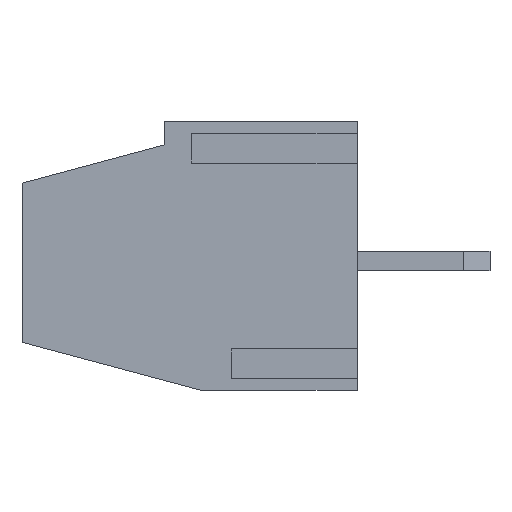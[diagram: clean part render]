
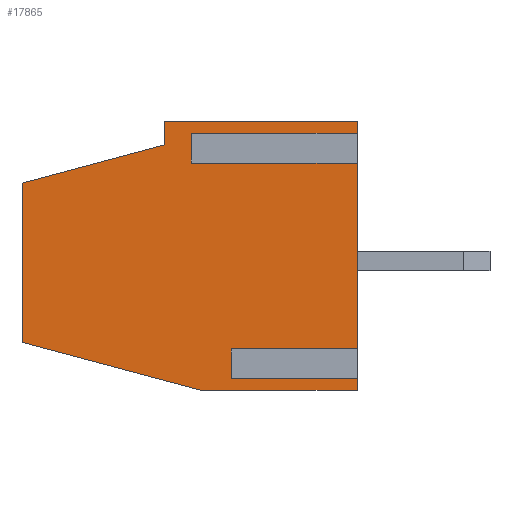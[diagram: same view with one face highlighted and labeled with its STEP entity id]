
A CAD part, left-side view. The second image highlights one B-rep face of the part: STEP entity #17865.
In plain terms, the highlighted planar face has unit normal (-1, 0, 0).
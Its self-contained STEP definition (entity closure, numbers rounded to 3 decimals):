
#87 = CARTESIAN_POINT ( 'NONE',  ( -2.5, 3.8, -2.832 ) ) ;
#766 = LINE ( 'NONE', #6020, #4050 ) ;
#1123 = ORIENTED_EDGE ( 'NONE', *, *, #17675, .T. ) ;
#1188 = CARTESIAN_POINT ( 'NONE',  ( -2.5, 0., 4.2 ) ) ;
#1238 = DIRECTION ( 'NONE',  ( 0., -1., 0. ) ) ;
#1310 = VECTOR ( 'NONE', #12719, 1000. ) ;
#1608 = LINE ( 'NONE', #9077, #1637 ) ;
#1637 = VECTOR ( 'NONE', #14715, 1000. ) ;
#2027 = VERTEX_POINT ( 'NONE', #14204 ) ;
#2290 = VERTEX_POINT ( 'NONE', #11817 ) ;
#2414 = PLANE ( 'NONE',  #10355 ) ;
#2481 = CARTESIAN_POINT ( 'NONE',  ( -2.5, 3.8, -2.832 ) ) ;
#2588 = LINE ( 'NONE', #10192, #13923 ) ;
#2647 = VERTEX_POINT ( 'NONE', #12990 ) ;
#2770 = DIRECTION ( 'NONE',  ( 0., 0., 1. ) ) ;
#2929 = VERTEX_POINT ( 'NONE', #15190 ) ;
#3041 = CARTESIAN_POINT ( 'NONE',  ( -2.5, 5., 3.132 ) ) ;
#3172 = LINE ( 'NONE', #10181, #14723 ) ;
#3361 = CARTESIAN_POINT ( 'NONE',  ( -2.5, 3.8, -3.368 ) ) ;
#3542 = LINE ( 'NONE', #7217, #1310 ) ;
#3560 = LINE ( 'NONE', #18630, #3664 ) ;
#3664 = VECTOR ( 'NONE', #20830, 1000. ) ;
#3701 = EDGE_CURVE ( 'NONE', #17139, #2929, #9682, .T. ) ;
#3895 = LINE ( 'NONE', #20342, #23273 ) ;
#3898 = VERTEX_POINT ( 'NONE', #23285 ) ;
#3907 = CARTESIAN_POINT ( 'NONE',  ( -2.5, 0., 4.2 ) ) ;
#4050 = VECTOR ( 'NONE', #19267, 1000. ) ;
#4132 = DIRECTION ( 'NONE',  ( 0., 0., -1. ) ) ;
#4611 = LINE ( 'NONE', #8655, #17444 ) ;
#5615 = DIRECTION ( 'NONE',  ( 0., -1., 0. ) ) ;
#5788 = EDGE_CURVE ( 'NONE', #11785, #2929, #3542, .T. ) ;
#5928 = DIRECTION ( 'NONE',  ( 0., -1., 0. ) ) ;
#6017 = ORIENTED_EDGE ( 'NONE', *, *, #21920, .F. ) ;
#6020 = CARTESIAN_POINT ( 'NONE',  ( -2.5, 10.1, -2.452 ) ) ;
#6091 = LINE ( 'NONE', #87, #22878 ) ;
#6299 = CARTESIAN_POINT ( 'NONE',  ( -2.5, 3.8, -3.368 ) ) ;
#6428 = VERTEX_POINT ( 'NONE', #10583 ) ;
#6673 = EDGE_CURVE ( 'NONE', #2027, #11730, #10554, .T. ) ;
#7013 = ORIENTED_EDGE ( 'NONE', *, *, #5788, .F. ) ;
#7117 = EDGE_CURVE ( 'NONE', #17117, #17139, #6091, .T. ) ;
#7217 = CARTESIAN_POINT ( 'NONE',  ( -2.5, 5., 3.132 ) ) ;
#8000 = CARTESIAN_POINT ( 'NONE',  ( -2.5, 0., -2.832 ) ) ;
#8294 = ORIENTED_EDGE ( 'NONE', *, *, #10115, .F. ) ;
#8507 = VECTOR ( 'NONE', #1238, 1000. ) ;
#8655 = CARTESIAN_POINT ( 'NONE',  ( -2.5, 5.8, 3.5 ) ) ;
#8799 = ORIENTED_EDGE ( 'NONE', *, *, #18766, .T. ) ;
#8915 = ORIENTED_EDGE ( 'NONE', *, *, #10916, .T. ) ;
#9002 = EDGE_CURVE ( 'NONE', #2647, #10352, #1608, .T. ) ;
#9061 = ORIENTED_EDGE ( 'NONE', *, *, #15259, .F. ) ;
#9077 = CARTESIAN_POINT ( 'NONE',  ( -2.5, 10.1, 4.2 ) ) ;
#9162 = ORIENTED_EDGE ( 'NONE', *, *, #3701, .T. ) ;
#9189 = DIRECTION ( 'NONE',  ( 0., 0., 1. ) ) ;
#9566 = DIRECTION ( 'NONE',  ( 0., 0., -1. ) ) ;
#9682 = LINE ( 'NONE', #3907, #22833 ) ;
#10115 = EDGE_CURVE ( 'NONE', #6428, #2290, #18942, .T. ) ;
#10181 = CARTESIAN_POINT ( 'NONE',  ( -2.5, 3.8, -3.368 ) ) ;
#10192 = CARTESIAN_POINT ( 'NONE',  ( -2.5, 0., 4.2 ) ) ;
#10352 = VERTEX_POINT ( 'NONE', #15940 ) ;
#10355 = AXIS2_PLACEMENT_3D ( 'NONE', #22767, #13427, #4132 ) ;
#10501 = LINE ( 'NONE', #1188, #12336 ) ;
#10554 = LINE ( 'NONE', #21363, #8507 ) ;
#10583 = CARTESIAN_POINT ( 'NONE',  ( -2.5, 5.8, 4.2 ) ) ;
#10827 = VERTEX_POINT ( 'NONE', #17168 ) ;
#10916 = EDGE_CURVE ( 'NONE', #10827, #2290, #2588, .T. ) ;
#11167 = LINE ( 'NONE', #13101, #15441 ) ;
#11343 = CARTESIAN_POINT ( 'NONE',  ( -2.5, 10.1, 4.2 ) ) ;
#11495 = FACE_OUTER_BOUND ( 'NONE', #22526, .T. ) ;
#11730 = VERTEX_POINT ( 'NONE', #22553 ) ;
#11785 = VERTEX_POINT ( 'NONE', #3041 ) ;
#11817 = CARTESIAN_POINT ( 'NONE',  ( -2.5, 0., 4.2 ) ) ;
#12250 = DIRECTION ( 'NONE',  ( 0., 0., 1. ) ) ;
#12336 = VECTOR ( 'NONE', #23605, 1000. ) ;
#12719 = DIRECTION ( 'NONE',  ( 0., -1., 0. ) ) ;
#12990 = CARTESIAN_POINT ( 'NONE',  ( -2.5, 10.1, -2.452 ) ) ;
#13070 = DIRECTION ( 'NONE',  ( 0., -1., 0. ) ) ;
#13101 = CARTESIAN_POINT ( 'NONE',  ( -2.5, 5., 3.668 ) ) ;
#13405 = VERTEX_POINT ( 'NONE', #3361 ) ;
#13427 = DIRECTION ( 'NONE',  ( 1., 0., 0. ) ) ;
#13923 = VECTOR ( 'NONE', #12250, 1000. ) ;
#13959 = ORIENTED_EDGE ( 'NONE', *, *, #14727, .F. ) ;
#14204 = CARTESIAN_POINT ( 'NONE',  ( -2.5, 4.697, -3.9 ) ) ;
#14715 = DIRECTION ( 'NONE',  ( 0., 0., 1. ) ) ;
#14723 = VECTOR ( 'NONE', #21825, 1000. ) ;
#14727 = EDGE_CURVE ( 'NONE', #3898, #6428, #4611, .T. ) ;
#15190 = CARTESIAN_POINT ( 'NONE',  ( -2.5, 0., 3.132 ) ) ;
#15259 = EDGE_CURVE ( 'NONE', #13405, #22202, #3172, .T. ) ;
#15441 = VECTOR ( 'NONE', #9566, 1000. ) ;
#15625 = LINE ( 'NONE', #6299, #23694 ) ;
#15752 = CARTESIAN_POINT ( 'NONE',  ( -2.5, 0., -3.368 ) ) ;
#15940 = CARTESIAN_POINT ( 'NONE',  ( -2.5, 10.1, 2.348 ) ) ;
#16095 = DIRECTION ( 'NONE',  ( 0., 0., 1. ) ) ;
#16256 = ORIENTED_EDGE ( 'NONE', *, *, #6673, .T. ) ;
#16329 = ORIENTED_EDGE ( 'NONE', *, *, #18610, .T. ) ;
#17117 = VERTEX_POINT ( 'NONE', #2481 ) ;
#17139 = VERTEX_POINT ( 'NONE', #8000 ) ;
#17168 = CARTESIAN_POINT ( 'NONE',  ( -2.5, 0., 3.668 ) ) ;
#17194 = EDGE_CURVE ( 'NONE', #2027, #2647, #766, .T. ) ;
#17444 = VECTOR ( 'NONE', #2770, 1000. ) ;
#17675 = EDGE_CURVE ( 'NONE', #21487, #10827, #3895, .T. ) ;
#17865 = ADVANCED_FACE ( 'NONE', ( #11495 ), #2414, .F. ) ;
#18082 = ORIENTED_EDGE ( 'NONE', *, *, #17194, .F. ) ;
#18610 = EDGE_CURVE ( 'NONE', #11730, #22202, #10501, .T. ) ;
#18630 = CARTESIAN_POINT ( 'NONE',  ( -2.5, 10.1, 2.348 ) ) ;
#18766 = EDGE_CURVE ( 'NONE', #13405, #17117, #15625, .T. ) ;
#18942 = LINE ( 'NONE', #11343, #22717 ) ;
#19267 = DIRECTION ( 'NONE',  ( 0., 0.966, 0.259 ) ) ;
#20342 = CARTESIAN_POINT ( 'NONE',  ( -2.5, 5., 3.668 ) ) ;
#20830 = DIRECTION ( 'NONE',  ( 0., -0.966, 0.259 ) ) ;
#21298 = CARTESIAN_POINT ( 'NONE',  ( -2.5, 5., 3.668 ) ) ;
#21363 = CARTESIAN_POINT ( 'NONE',  ( -2.5, 10.1, -3.9 ) ) ;
#21487 = VERTEX_POINT ( 'NONE', #21298 ) ;
#21592 = ORIENTED_EDGE ( 'NONE', *, *, #7117, .T. ) ;
#21825 = DIRECTION ( 'NONE',  ( 0., -1., 0. ) ) ;
#21920 = EDGE_CURVE ( 'NONE', #10352, #3898, #3560, .T. ) ;
#22202 = VERTEX_POINT ( 'NONE', #15752 ) ;
#22526 = EDGE_LOOP ( 'NONE', ( #9061, #8799, #21592, #9162, #7013, #23255, #1123, #8915, #8294, #13959, #6017, #23012, #18082, #16256, #16329 ) ) ;
#22553 = CARTESIAN_POINT ( 'NONE',  ( -2.5, 0., -3.9 ) ) ;
#22717 = VECTOR ( 'NONE', #5928, 1000. ) ;
#22767 = CARTESIAN_POINT ( 'NONE',  ( -2.5, 10.1, 4.2 ) ) ;
#22833 = VECTOR ( 'NONE', #9189, 1000. ) ;
#22878 = VECTOR ( 'NONE', #13070, 1000. ) ;
#23012 = ORIENTED_EDGE ( 'NONE', *, *, #9002, .F. ) ;
#23182 = EDGE_CURVE ( 'NONE', #21487, #11785, #11167, .T. ) ;
#23255 = ORIENTED_EDGE ( 'NONE', *, *, #23182, .F. ) ;
#23273 = VECTOR ( 'NONE', #5615, 1000. ) ;
#23285 = CARTESIAN_POINT ( 'NONE',  ( -2.5, 5.8, 3.5 ) ) ;
#23605 = DIRECTION ( 'NONE',  ( 0., 0., 1. ) ) ;
#23694 = VECTOR ( 'NONE', #16095, 1000. ) ;
